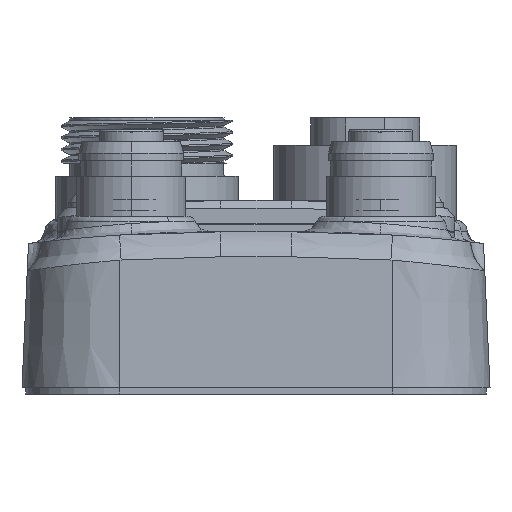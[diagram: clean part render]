
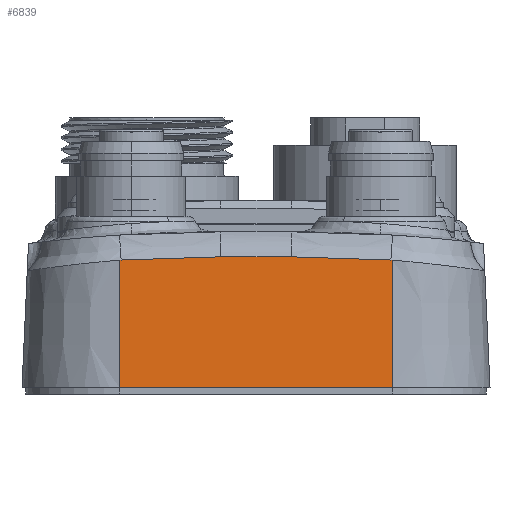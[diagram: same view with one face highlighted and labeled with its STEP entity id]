
A CAD part, front view. The second image highlights one B-rep face of the part: STEP entity #6839.
In plain terms, the highlighted planar face has unit normal (0, -0.999, 0.045).
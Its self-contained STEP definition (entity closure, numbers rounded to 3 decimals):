
#546=B_SPLINE_CURVE_WITH_KNOTS('',3,(#78366,#78367,#78368,#78369,#78370,
#78371),.UNSPECIFIED.,.F.,.F.,(4,1,1,4),(0.,0.5,0.526,
1.),.UNSPECIFIED.);
#626=B_SPLINE_CURVE_WITH_KNOTS('',3,(#79329,#79330,#79331,#79332),
 .UNSPECIFIED.,.F.,.F.,(4,4),(0.,1.),.UNSPECIFIED.);
#629=B_SPLINE_CURVE_WITH_KNOTS('',3,(#79348,#79349,#79350,#79351),
 .UNSPECIFIED.,.F.,.F.,(4,4),(0.,1.),.UNSPECIFIED.);
#630=B_SPLINE_CURVE_WITH_KNOTS('',3,(#79353,#79354,#79355,#79356),
 .UNSPECIFIED.,.F.,.F.,(4,4),(0.,1.),.UNSPECIFIED.);
#631=B_SPLINE_CURVE_WITH_KNOTS('',3,(#79358,#79359,#79360,#79361),
 .UNSPECIFIED.,.F.,.F.,(4,4),(0.,1.),.UNSPECIFIED.);
#632=B_SPLINE_CURVE_WITH_KNOTS('',3,(#79362,#79363,#79364,#79365),
 .UNSPECIFIED.,.F.,.F.,(4,4),(0.,1.),.UNSPECIFIED.);
#633=B_SPLINE_CURVE_WITH_KNOTS('',3,(#79367,#79368,#79369,#79370),
 .UNSPECIFIED.,.F.,.F.,(4,4),(0.,1.),.UNSPECIFIED.);
#4358=PLANE('',#53347);
#6839=ADVANCED_FACE('',(#10157),#4358,.F.);
#10157=FACE_OUTER_BOUND('',#13041,.T.);
#13041=EDGE_LOOP('',(#24750,#24751,#24752,#24753,#24754,#24755,#24756,#24757));
#16352=LINE('',#76550,#19307);
#19307=VECTOR('',#60187,1.);
#24750=ORIENTED_EDGE('',*,*,#43533,.F.);
#24751=ORIENTED_EDGE('',*,*,#43373,.F.);
#24752=ORIENTED_EDGE('',*,*,#43797,.T.);
#24753=ORIENTED_EDGE('',*,*,#43798,.T.);
#24754=ORIENTED_EDGE('',*,*,#43799,.T.);
#24755=ORIENTED_EDGE('',*,*,#43793,.T.);
#24756=ORIENTED_EDGE('',*,*,#43800,.T.);
#24757=ORIENTED_EDGE('',*,*,#43801,.F.);
#37888=VERTEX_POINT('',#76549);
#37889=VERTEX_POINT('',#76551);
#37994=VERTEX_POINT('',#78372);
#38176=VERTEX_POINT('',#79333);
#38177=VERTEX_POINT('',#79334);
#38180=VERTEX_POINT('',#79352);
#38181=VERTEX_POINT('',#79357);
#38182=VERTEX_POINT('',#79366);
#43373=EDGE_CURVE('',#37888,#37889,#16352,.T.);
#43533=EDGE_CURVE('',#37889,#37994,#546,.T.);
#43793=EDGE_CURVE('',#38176,#38177,#626,.T.);
#43797=EDGE_CURVE('',#37888,#38180,#629,.T.);
#43798=EDGE_CURVE('',#38180,#38181,#630,.T.);
#43799=EDGE_CURVE('',#38181,#38176,#631,.T.);
#43800=EDGE_CURVE('',#38177,#38182,#632,.T.);
#43801=EDGE_CURVE('',#37994,#38182,#633,.T.);
#53347=AXIS2_PLACEMENT_3D('',#79371,#60779,#60780);
#60187=DIRECTION('',(-1.,0.,0.));
#60779=DIRECTION('',(0.,0.999,-0.045));
#60780=DIRECTION('',(1.,0.,0.));
#76549=CARTESIAN_POINT('',(224.001,-115.,-3.));
#76550=CARTESIAN_POINT('',(206.5,-115.,-3.));
#76551=CARTESIAN_POINT('',(189.,-115.,-3.));
#78366=CARTESIAN_POINT('',(189.,-115.,-3.));
#78367=CARTESIAN_POINT('',(189.,-114.877,-0.272));
#78368=CARTESIAN_POINT('',(189.,-114.748,2.597));
#78369=CARTESIAN_POINT('',(189.,-114.503,8.054));
#78370=CARTESIAN_POINT('',(189.,-114.38,10.782));
#78371=CARTESIAN_POINT('',(189.,-114.264,13.37));
#78372=CARTESIAN_POINT('',(189.,-114.263,13.37));
#79329=CARTESIAN_POINT('',(211.,-114.244,13.794));
#79330=CARTESIAN_POINT('',(208.,-114.244,13.794));
#79331=CARTESIAN_POINT('',(205.,-114.244,13.794));
#79332=CARTESIAN_POINT('',(202.,-114.244,13.794));
#79333=CARTESIAN_POINT('',(211.,-114.244,13.794));
#79334=CARTESIAN_POINT('',(202.,-114.244,13.794));
#79348=CARTESIAN_POINT('',(224.001,-115.,-3.));
#79349=CARTESIAN_POINT('',(224.,-114.754,2.457));
#79350=CARTESIAN_POINT('',(224.,-114.509,7.914));
#79351=CARTESIAN_POINT('',(224.,-114.263,13.37));
#79352=CARTESIAN_POINT('',(224.,-114.263,13.37));
#79353=CARTESIAN_POINT('',(224.,-114.263,13.371));
#79354=CARTESIAN_POINT('',(223.932,-114.263,13.376));
#79355=CARTESIAN_POINT('',(223.863,-114.263,13.381));
#79356=CARTESIAN_POINT('',(223.795,-114.263,13.386));
#79357=CARTESIAN_POINT('',(223.795,-114.263,13.386));
#79358=CARTESIAN_POINT('',(223.795,-114.263,13.386));
#79359=CARTESIAN_POINT('',(219.537,-114.25,13.658));
#79360=CARTESIAN_POINT('',(215.268,-114.244,13.794));
#79361=CARTESIAN_POINT('',(211.,-114.244,13.794));
#79362=CARTESIAN_POINT('',(202.,-114.244,13.794));
#79363=CARTESIAN_POINT('',(197.733,-114.244,13.794));
#79364=CARTESIAN_POINT('',(193.463,-114.25,13.658));
#79365=CARTESIAN_POINT('',(189.205,-114.263,13.386));
#79366=CARTESIAN_POINT('',(189.205,-114.263,13.386));
#79367=CARTESIAN_POINT('',(189.,-114.263,13.371));
#79368=CARTESIAN_POINT('',(189.068,-114.263,13.376));
#79369=CARTESIAN_POINT('',(189.137,-114.263,13.381));
#79370=CARTESIAN_POINT('',(189.205,-114.263,13.386));
#79371=CARTESIAN_POINT('',(206.5,-114.55,7.));
